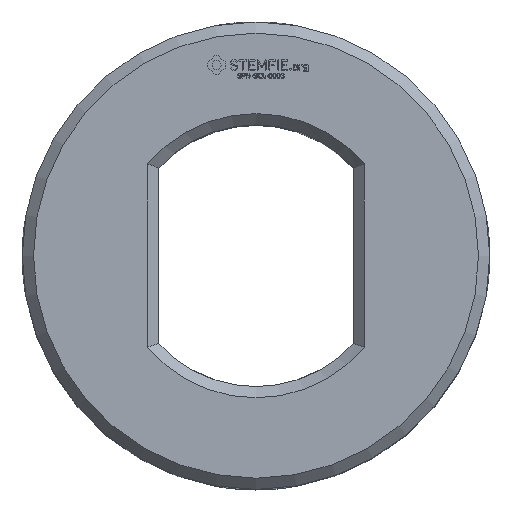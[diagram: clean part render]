
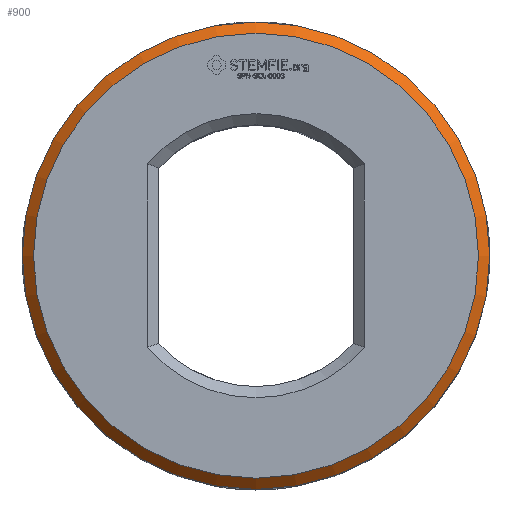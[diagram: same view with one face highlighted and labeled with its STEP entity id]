
A CAD part, top view. The second image highlights one B-rep face of the part: STEP entity #900.
In plain terms, the highlighted conical face has half-angle 45 degrees and reference radius 6.25 mm.
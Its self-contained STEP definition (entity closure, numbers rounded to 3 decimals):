
#170 = VERTEX_POINT('',#171);
#171 = CARTESIAN_POINT('',(6.25,0.,9.075));
#177 = EDGE_CURVE('',#170,#170,#178,.T.);
#178 = CIRCLE('',#179,6.25);
#179 = AXIS2_PLACEMENT_3D('',#180,#181,#182);
#180 = CARTESIAN_POINT('',(0.,0.,9.075)
  );
#181 = DIRECTION('',(-0.,0.,1.));
#182 = DIRECTION('',(1.,0.,0.));
#900 = ADVANCED_FACE('',(#901),#920,.T.);
#901 = FACE_BOUND('',#902,.T.);
#902 = EDGE_LOOP('',(#903,#911,#912,#913));
#903 = ORIENTED_EDGE('',*,*,#904,.F.);
#904 = EDGE_CURVE('',#170,#905,#907,.T.);
#905 = VERTEX_POINT('',#906);
#906 = CARTESIAN_POINT('',(5.95,0.,9.375));
#907 = LINE('',#908,#909);
#908 = CARTESIAN_POINT('',(6.25,0.,9.075));
#909 = VECTOR('',#910,1.);
#910 = DIRECTION('',(-0.707,0.,0.707)
  );
#911 = ORIENTED_EDGE('',*,*,#177,.T.);
#912 = ORIENTED_EDGE('',*,*,#904,.T.);
#913 = ORIENTED_EDGE('',*,*,#914,.F.);
#914 = EDGE_CURVE('',#905,#905,#915,.T.);
#915 = CIRCLE('',#916,5.95);
#916 = AXIS2_PLACEMENT_3D('',#917,#918,#919);
#917 = CARTESIAN_POINT('',(0.,0.,9.375)
  );
#918 = DIRECTION('',(-0.,0.,1.));
#919 = DIRECTION('',(1.,0.,0.));
#920 = CONICAL_SURFACE('',#921,6.25,0.785);
#921 = AXIS2_PLACEMENT_3D('',#922,#923,#924);
#922 = CARTESIAN_POINT('',(0.,0.,9.075)
  );
#923 = DIRECTION('',(-0.,-0.,-1.));
#924 = DIRECTION('',(1.,0.,0.));
